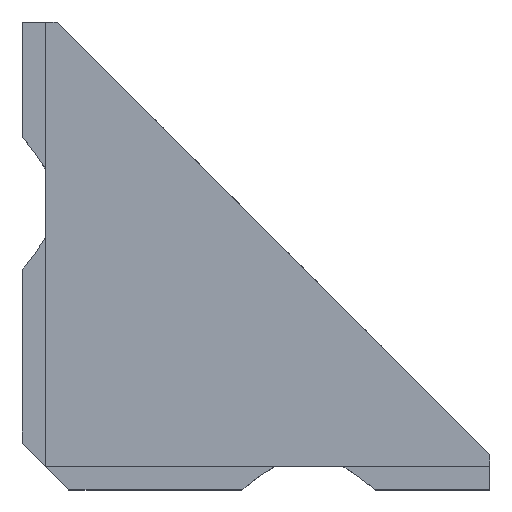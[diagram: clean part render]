
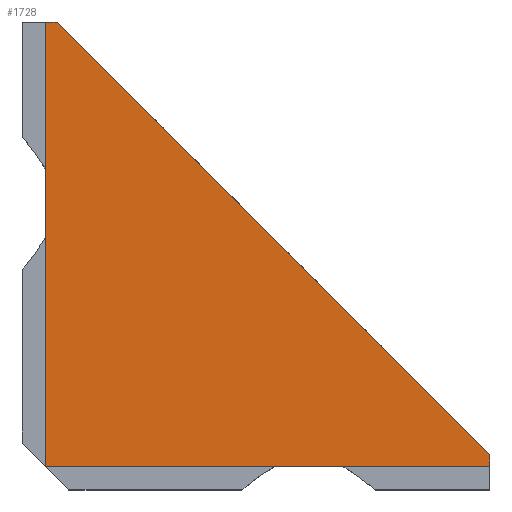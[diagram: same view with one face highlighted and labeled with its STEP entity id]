
A CAD part, top view. The second image highlights one B-rep face of the part: STEP entity #1728.
In plain terms, the highlighted planar face has unit normal (0, 0, 1).
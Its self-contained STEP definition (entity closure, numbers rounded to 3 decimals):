
#130 = DIRECTION ( 'NONE',  ( -1., 0., 0. ) ) ;
#131 = DIRECTION ( 'NONE',  ( 0., 0., -1. ) ) ;
#132 = CARTESIAN_POINT ( 'NONE',  ( 20., 20., 9. ) ) ;
#149 = PLANE ( 'NONE',  #1382 ) ;
#150 = FACE_OUTER_BOUND ( 'NONE', #1022, .T. ) ;
#361 = DIRECTION ( 'NONE',  ( -1., 0., 0. ) ) ;
#367 = CARTESIAN_POINT ( 'NONE',  ( -18., -18., 9. ) ) ;
#379 = LINE ( 'NONE', #367, #1547 ) ;
#414 = DIRECTION ( 'NONE',  ( 0., 1., 0. ) ) ;
#415 = CARTESIAN_POINT ( 'NONE',  ( -18., 20., 9. ) ) ;
#416 = LINE ( 'NONE', #415, #1549 ) ;
#427 = VERTEX_POINT ( 'NONE', #1024 ) ;
#591 = ORIENTED_EDGE ( 'NONE', *, *, #1641, .T. ) ;
#625 = ORIENTED_EDGE ( 'NONE', *, *, #1643, .T. ) ;
#799 = DIRECTION ( 'NONE',  ( -0.707, 0.707, 0. ) ) ;
#800 = CARTESIAN_POINT ( 'NONE',  ( -17., 20., 9. ) ) ;
#801 = LINE ( 'NONE', #800, #1258 ) ;
#816 = ORIENTED_EDGE ( 'NONE', *, *, #1665, .T. ) ;
#875 = DIRECTION ( 'NONE',  ( -1., 0., 0. ) ) ;
#876 = CARTESIAN_POINT ( 'NONE',  ( -20., 20., 9. ) ) ;
#877 = LINE ( 'NONE', #876, #1287 ) ;
#881 = DIRECTION ( 'NONE',  ( 0., 1., 0. ) ) ;
#882 = CARTESIAN_POINT ( 'NONE',  ( 20., -20., 9. ) ) ;
#883 = LINE ( 'NONE', #882, #1298 ) ;
#960 = ORIENTED_EDGE ( 'NONE', *, *, #1696, .F. ) ;
#1022 = EDGE_LOOP ( 'NONE', ( #625, #1099, #960, #591, #816 ) ) ;
#1024 = CARTESIAN_POINT ( 'NONE',  ( -18., 20., 9. ) ) ;
#1034 = VERTEX_POINT ( 'NONE', #1091 ) ;
#1074 = CARTESIAN_POINT ( 'NONE',  ( 20., -17., 9. ) ) ;
#1080 = CARTESIAN_POINT ( 'NONE',  ( -17., 20., 9. ) ) ;
#1082 = CARTESIAN_POINT ( 'NONE',  ( 20., -18., 9. ) ) ;
#1091 = CARTESIAN_POINT ( 'NONE',  ( -18., -18., 9. ) ) ;
#1099 = ORIENTED_EDGE ( 'NONE', *, *, #1693, .F. ) ;
#1133 = VERTEX_POINT ( 'NONE', #1080 ) ;
#1135 = VERTEX_POINT ( 'NONE', #1082 ) ;
#1138 = VERTEX_POINT ( 'NONE', #1074 ) ;
#1258 = VECTOR ( 'NONE', #799, 1000. ) ;
#1287 = VECTOR ( 'NONE', #875, 1000. ) ;
#1298 = VECTOR ( 'NONE', #881, 1000. ) ;
#1382 = AXIS2_PLACEMENT_3D ( 'NONE', #132, #131, #130 ) ;
#1547 = VECTOR ( 'NONE', #361, 1000. ) ;
#1549 = VECTOR ( 'NONE', #414, 1000. ) ;
#1641 = EDGE_CURVE ( 'NONE', #1135, #1138, #883, .T. ) ;
#1643 = EDGE_CURVE ( 'NONE', #1133, #427, #877, .T. ) ;
#1665 = EDGE_CURVE ( 'NONE', #1138, #1133, #801, .T. ) ;
#1693 = EDGE_CURVE ( 'NONE', #1034, #427, #416, .T. ) ;
#1696 = EDGE_CURVE ( 'NONE', #1135, #1034, #379, .T. ) ;
#1728 = ADVANCED_FACE ( 'NONE', ( #150 ), #149, .F. ) ;
